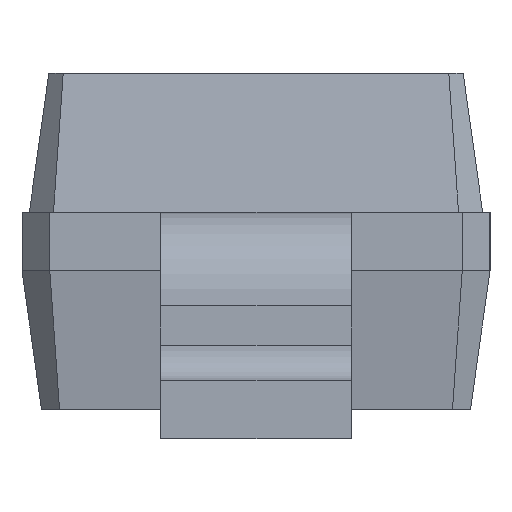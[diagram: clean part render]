
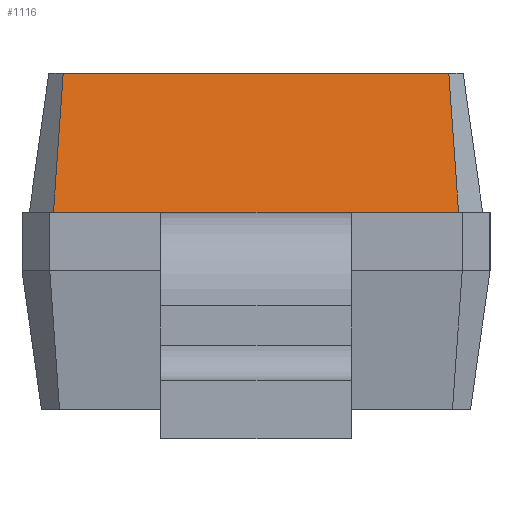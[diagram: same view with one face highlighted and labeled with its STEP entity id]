
A CAD part, left-side view. The second image highlights one B-rep face of the part: STEP entity #1116.
In plain terms, the highlighted planar face has unit normal (-0.99, 0, 0.139).
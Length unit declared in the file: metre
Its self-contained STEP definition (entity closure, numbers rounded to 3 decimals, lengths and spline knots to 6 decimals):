
#100=ORIENTED_EDGE('',*,*,#394,.T.);
#101=ORIENTED_EDGE('',*,*,#396,.T.);
#102=ORIENTED_EDGE('',*,*,#389,.F.);
#103=ORIENTED_EDGE('',*,*,#397,.F.);
#104=ORIENTED_EDGE('',*,*,#374,.F.);
#105=ORIENTED_EDGE('',*,*,#398,.F.);
#374=EDGE_CURVE('',#524,#525,#616,.T.);
#389=EDGE_CURVE('',#534,#535,#631,.T.);
#394=EDGE_CURVE('',#539,#538,#636,.T.);
#396=EDGE_CURVE('',#538,#535,#638,.T.);
#397=EDGE_CURVE('',#525,#534,#639,.T.);
#398=EDGE_CURVE('',#539,#524,#640,.T.);
#524=VERTEX_POINT('',#1804);
#525=VERTEX_POINT('',#1805);
#534=VERTEX_POINT('',#1835);
#535=VERTEX_POINT('',#1836);
#538=VERTEX_POINT('',#1844);
#539=VERTEX_POINT('',#1846);
#616=LINE('',#1803,#756);
#631=LINE('',#1834,#771);
#636=LINE('',#1845,#776);
#638=LINE('',#1849,#778);
#639=LINE('',#1850,#779);
#640=LINE('',#1851,#780);
#756=VECTOR('',#1491,1.);
#771=VECTOR('',#1518,1.);
#776=VECTOR('',#1525,1.);
#778=VECTOR('',#1529,1.);
#779=VECTOR('',#1530,1.);
#780=VECTOR('',#1531,1.);
#892=EDGE_LOOP('',(#100,#101,#102,#103,#104,#105));
#960=FACE_BOUND('',#892,.T.);
#1025=PLANE('',#1378);
#1116=ADVANCED_FACE('',(#960),#1025,.F.);
#1378=AXIS2_PLACEMENT_3D('',#1848,#1527,#1528);
#1491=DIRECTION('',(0.,1.,0.));
#1518=DIRECTION('',(0.139,-0.069,0.988));
#1525=DIRECTION('',(0.139,0.069,0.988));
#1527=DIRECTION('',(0.99,0.,-0.139));
#1528=DIRECTION('',(0.,1.,0.));
#1529=DIRECTION('',(0.,1.,0.));
#1530=DIRECTION('',(0.,1.,0.));
#1531=DIRECTION('',(0.,1.,0.));
#1803=CARTESIAN_POINT('',(-0.00135,-0.000693,0.000775));
#1804=CARTESIAN_POINT('',(-0.00135,-0.000325,0.000775));
#1805=CARTESIAN_POINT('',(-0.00135,0.000325,0.000775));
#1834=CARTESIAN_POINT('',(-0.001317,0.000676,0.001013));
#1835=CARTESIAN_POINT('',(-0.00135,0.000693,0.000775));
#1836=CARTESIAN_POINT('',(-0.001283,0.000659,0.00125));
#1844=CARTESIAN_POINT('',(-0.001283,-0.000659,0.00125));
#1845=CARTESIAN_POINT('',(-0.001317,-0.000676,0.001013));
#1846=CARTESIAN_POINT('',(-0.00135,-0.000693,0.000775));
#1848=CARTESIAN_POINT('',(-0.00135,-0.000693,0.000775));
#1849=CARTESIAN_POINT('',(-0.001283,-0.000659,0.00125));
#1850=CARTESIAN_POINT('',(-0.00135,-0.000693,0.000775));
#1851=CARTESIAN_POINT('',(-0.00135,-0.000693,0.000775));
